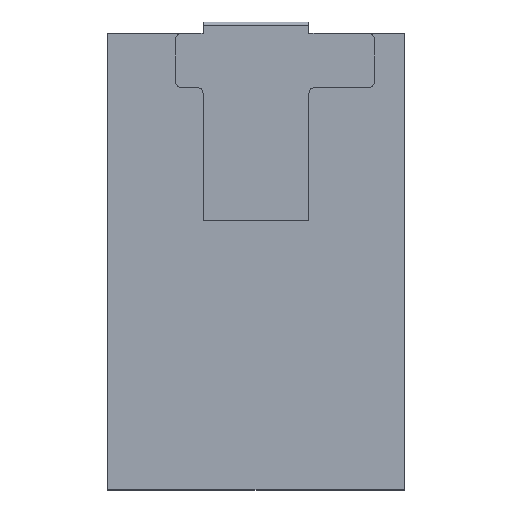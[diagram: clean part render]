
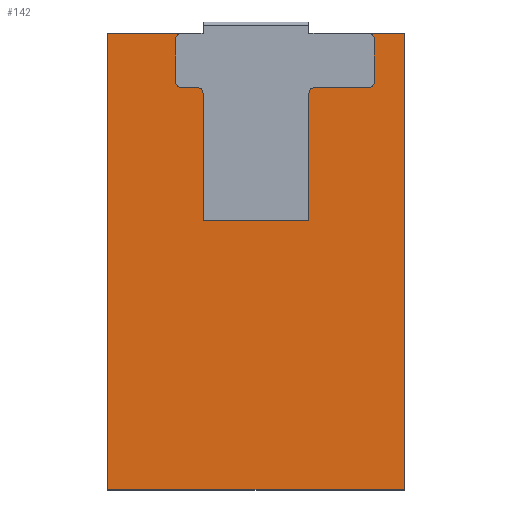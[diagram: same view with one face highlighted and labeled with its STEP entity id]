
A CAD part, top view. The second image highlights one B-rep face of the part: STEP entity #142.
In plain terms, the highlighted planar face has unit normal (0, 0, 1).
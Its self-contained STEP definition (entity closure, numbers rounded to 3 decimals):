
#142=ADVANCED_FACE('',(#299),#301,.T.);
#299=FACE_BOUND('',#300,.T.);
#300=EDGE_LOOP('',(#575,#576,#577,#578));
#301=PLANE('',#302);
#302=AXIS2_PLACEMENT_3D('',#303,#304,#305);
#303=CARTESIAN_POINT('',(0.,0.,2.15));
#304=DIRECTION('',(0.,0.,1.));
#305=DIRECTION('',(1.,0.,0.));
#575=ORIENTED_EDGE('',*,*,#748,.T.);
#576=ORIENTED_EDGE('',*,*,#745,.T.);
#577=ORIENTED_EDGE('',*,*,#752,.T.);
#578=ORIENTED_EDGE('',*,*,#750,.T.);
#745=EDGE_CURVE('',#878,#876,#879,.T.);
#748=EDGE_CURVE('',#882,#878,#883,.T.);
#750=EDGE_CURVE('',#885,#882,#886,.T.);
#752=EDGE_CURVE('',#876,#885,#888,.T.);
#876=VERTEX_POINT('',#1114);
#878=VERTEX_POINT('',#1118);
#879=LINE('',#1119,#1120);
#882=VERTEX_POINT('',#1128);
#883=LINE('',#1129,#1130);
#885=VERTEX_POINT('',#1135);
#886=LINE('',#1136,#1137);
#888=LINE('',#1142,#1143);
#1114=CARTESIAN_POINT('',(-27.28,42.035,2.15));
#1118=CARTESIAN_POINT('',(27.28,42.035,2.15));
#1119=CARTESIAN_POINT('',(27.28,42.035,2.15));
#1120=VECTOR('',#1121,1.);
#1121=DIRECTION('',(-1.,0.,0.));
#1128=CARTESIAN_POINT('',(27.28,-42.035,2.15));
#1129=CARTESIAN_POINT('',(27.28,-42.035,2.15));
#1130=VECTOR('',#1131,1.);
#1131=DIRECTION('',(0.,1.,0.));
#1135=CARTESIAN_POINT('',(-27.28,-42.035,2.15));
#1136=CARTESIAN_POINT('',(-27.28,-42.035,2.15));
#1137=VECTOR('',#1138,1.);
#1138=DIRECTION('',(1.,0.,0.));
#1142=CARTESIAN_POINT('',(-27.28,42.035,2.15));
#1143=VECTOR('',#1144,1.);
#1144=DIRECTION('',(0.,-1.,0.));
